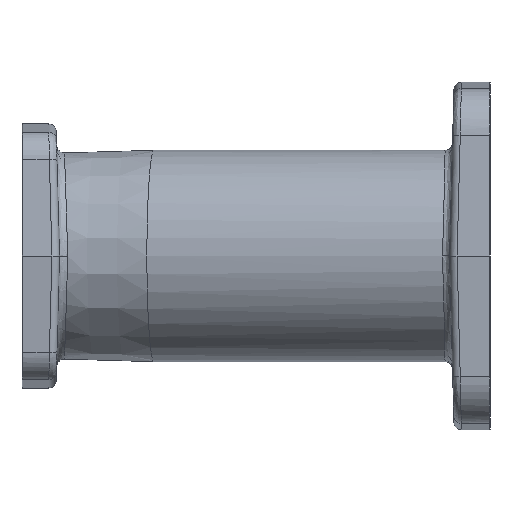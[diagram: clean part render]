
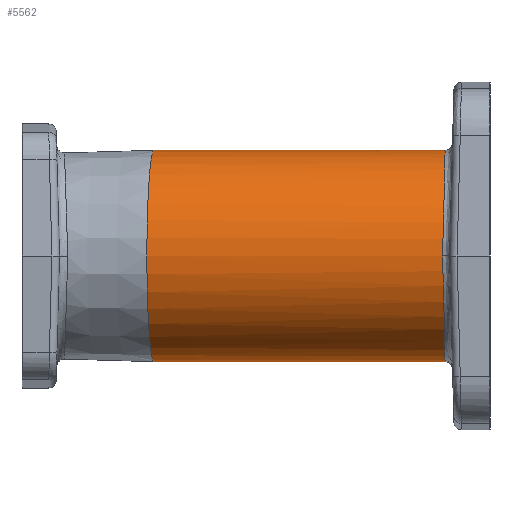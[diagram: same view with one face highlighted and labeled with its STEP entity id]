
A CAD part, front view. The second image highlights one B-rep face of the part: STEP entity #5562.
In plain terms, the highlighted cylindrical face has radius 44.45 mm (diameter 88.9 mm), a partial arc.
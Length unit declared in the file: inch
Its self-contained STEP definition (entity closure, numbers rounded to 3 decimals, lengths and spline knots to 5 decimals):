
#223=DIRECTION('',(0.998,-0.066,0.));
#224=VECTOR('',#223,4.83058);
#225=CARTESIAN_POINT('',(2.30931,-0.15338,-1.75));
#226=LINE('',#225,#224);
#1330=CARTESIAN_POINT('',(7.12927,-0.47353,
-1.75));
#1331=CARTESIAN_POINT('',(7.12945,-0.51117,
-1.75));
#1332=CARTESIAN_POINT('',(7.12976,-0.59131,
-1.74758));
#1333=CARTESIAN_POINT('',(7.13001,-0.72471,
-1.73388));
#1334=CARTESIAN_POINT('',(7.12994,-0.8722,
-1.70663));
#1335=CARTESIAN_POINT('',(7.12944,-1.03307,
-1.66164));
#1336=CARTESIAN_POINT('',(7.12836,-1.20577,
-1.59411));
#1337=CARTESIAN_POINT('',(7.12654,-1.3873,
-1.49875));
#1338=CARTESIAN_POINT('',(7.1238,-1.57325,
-1.3698));
#1339=CARTESIAN_POINT('',(7.11997,-1.75586,
-1.20235));
#1340=CARTESIAN_POINT('',(7.11504,-1.92088,
-0.99879));
#1341=CARTESIAN_POINT('',(7.10923,-2.05508,
-0.76909));
#1342=CARTESIAN_POINT('',(7.10277,-2.15264,
-0.52243));
#1343=CARTESIAN_POINT('',(7.09581,-2.2118,
-0.26426));
#1344=CARTESIAN_POINT('',(7.09093,-2.22483,
-0.08808));
#1345=CARTESIAN_POINT('',(7.08846,-2.22467,
0.));
#1356=CARTESIAN_POINT('',(2.30931,-0.15338,0.));
#1357=DIRECTION('',(-0.998,0.066,0.));
#1358=DIRECTION('',(0.,0.,-1.));
#1359=AXIS2_PLACEMENT_3D('',#1356,#1357,#1358);
#1361=DIRECTION('',(0.998,-0.066,0.));
#1362=VECTOR('',#1361,4.83058);
#1363=CARTESIAN_POINT('',(2.30931,-0.15338,1.75));
#1364=LINE('',#1363,#1362);
#1365=CARTESIAN_POINT('',(7.08846,-2.22467,
0.));
#1366=CARTESIAN_POINT('',(7.09094,-2.22483,
0.08835));
#1367=CARTESIAN_POINT('',(7.09583,-2.21172,
0.26507));
#1368=CARTESIAN_POINT('',(7.10281,-2.15219,
0.52402));
#1369=CARTESIAN_POINT('',(7.10929,-2.05403,
0.77135));
#1370=CARTESIAN_POINT('',(7.1151,-1.91905,1.00149));
#1371=CARTESIAN_POINT('',(7.12003,-1.75332,1.20507));
#1372=CARTESIAN_POINT('',(7.12385,-1.5704,1.37206));
#1373=CARTESIAN_POINT('',(7.12657,-1.38456,1.50039));
#1374=CARTESIAN_POINT('',(7.12838,-1.20328,1.59523));
#1375=CARTESIAN_POINT('',(7.12944,-1.03093,1.66234));
#1376=CARTESIAN_POINT('',(7.12994,-0.87054,
1.707));
#1377=CARTESIAN_POINT('',(7.13,-0.72358,
1.73403));
#1378=CARTESIAN_POINT('',(7.12976,-0.59074,
1.7476));
#1379=CARTESIAN_POINT('',(7.12945,-0.51098,
1.75));
#1380=CARTESIAN_POINT('',(7.12927,-0.47353,
1.75));
#2541=CARTESIAN_POINT('',(2.30931,-0.15338,1.75));
#2542=CARTESIAN_POINT('',(2.30931,-0.15338,-1.75));
#2543=VERTEX_POINT('',#2541);
#2544=VERTEX_POINT('',#2542);
#2622=VERTEX_POINT('',#1365);
#2623=VERTEX_POINT('',#1380);
#2629=VERTEX_POINT('',#1330);
#5549=CARTESIAN_POINT('',(2.30931,-0.15338,0.));
#5550=DIRECTION('',(0.998,-0.066,0.));
#5551=DIRECTION('',(0.,0.,-1.));
#5552=AXIS2_PLACEMENT_3D('',#5549,#5550,#5551);
#5553=CYLINDRICAL_SURFACE('',#5552,1.75);
#5555=ORIENTED_EDGE('',*,*,#5554,.F.);
#5556=ORIENTED_EDGE('',*,*,#5542,.F.);
#5557=ORIENTED_EDGE('',*,*,#3378,.F.);
#5558=ORIENTED_EDGE('',*,*,#3162,.T.);
#5559=ORIENTED_EDGE('',*,*,#3375,.T.);
#5560=EDGE_LOOP('',(#5555,#5556,#5557,#5558,#5559));
#5561=FACE_OUTER_BOUND('',#5560,.F.);
#1346=B_SPLINE_CURVE_WITH_KNOTS('',3,(#1330,#1331,#1332,#1333,#1334,#1335,#1336,
#1337,#1338,#1339,#1340,#1341,#1342,#1343,#1344,#1345),.UNSPECIFIED.,.F.,.F.,(4,
1,1,1,1,1,1,1,1,1,1,1,1,4),(0.,0.07692,0.15385,
0.23077,0.30769,0.38462,0.46154,
0.53846,0.61538,0.69231,0.76923,
0.84615,0.92308,1.),.UNSPECIFIED.);
#1360=CIRCLE('',#1359,1.75);
#1381=B_SPLINE_CURVE_WITH_KNOTS('',3,(#1365,#1366,#1367,#1368,#1369,#1370,#1371,
#1372,#1373,#1374,#1375,#1376,#1377,#1378,#1379,#1380),.UNSPECIFIED.,.F.,.F.,(4,
1,1,1,1,1,1,1,1,1,1,1,1,4),(0.,0.07692,0.15385,
0.23077,0.30769,0.38462,0.46154,
0.53846,0.61538,0.69231,0.76923,
0.84615,0.92308,1.),.UNSPECIFIED.);
#3162=EDGE_CURVE('',#2544,#2543,#1360,.T.);
#3375=EDGE_CURVE('',#2543,#2623,#1364,.T.);
#3378=EDGE_CURVE('',#2544,#2629,#226,.T.);
#5542=EDGE_CURVE('',#2629,#2622,#1346,.T.);
#5554=EDGE_CURVE('',#2622,#2623,#1381,.T.);
#5562=ADVANCED_FACE('',(#5561),#5553,.T.);
